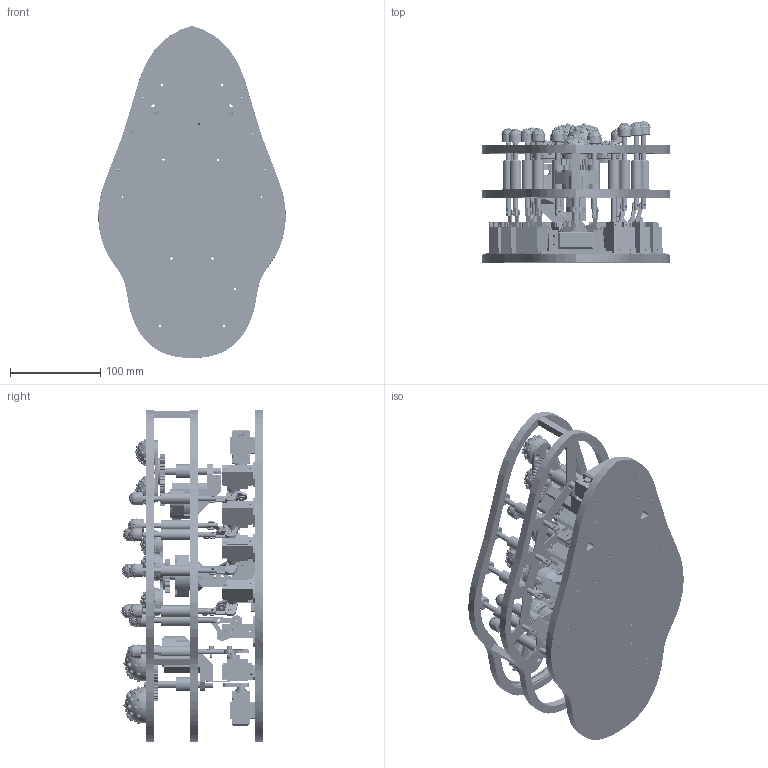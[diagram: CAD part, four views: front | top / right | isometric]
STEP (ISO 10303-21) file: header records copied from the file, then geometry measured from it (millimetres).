
FILE_DESCRIPTION(/* description */ (''),/* implementation_level */ '2;1');
FILE_NAME(/* name */ 'Calamar full V2 feb28.stp',/* time_stamp */ '2024-02-28T00:20:43-05:00',/* author */ ('emilia'),/* organization */ (''),/* preprocessor_version */ 'ST-DEVELOPER v18.1',/* originating_system */ 'Autodesk Inventor 2022',/* authorisation */ '');
FILE_SCHEMA (('AUTOMOTIVE_DESIGN { 1 0 10303 214 3 1 1 }'));
Length unit declared in the file: millimetre
Products named in the file (45): Calamar full V2; Plataforma inferior v2; Set brazo 1; Perfil superior; Set brazo 4; Set brazo 4_1; Set brazo 4_2; brazo servo 4; Acople brazo servo s3003; Servo S3003; Soporte Servo s3003; Set brazo 1_1; Set brazo 1_2; Set brazo 1_3; Set brazo 1_4; Set brazo 1_5; Set brazo 1_6; Set brazo 1_7; Set brazo 1_8; Set brazo 1_9; Set brazo 1_10; Set brazo 1_11; Set brazo 1_12; Set brazo 1_13; Acople brazo servo; brazo servo 1; Micro Servo SG90; Soporte Servo sg90; brazo 20mm; Perfil ejes v2; Motor DC 10rpm; Bocina 9mm; Eje aluminio 9mm; Gear1A; Gear1B; Soporte b40 doble; Soporte b30 doble; Soporte b30 penta; Bola 40mm; Soporte motor DC v3 ...
Assembly tree (181 placements, depth 3):
  Calamar full V2
    Plataforma inferior v2
    Set brazo 1
      Acople brazo servo
      brazo servo 1
      Micro Servo SG90
      Soporte Servo sg90
      brazo 20mm
    Perfil superior
    Set brazo 4
      brazo servo 4
      Acople brazo servo s3003
      Servo S3003
      Soporte Servo s3003
      brazo 20mm
    Set brazo 4_1
      brazo servo 4
      Acople brazo servo s3003
      Servo S3003
      Soporte Servo s3003
      brazo 20mm
    Set brazo 4_2
      brazo servo 4
      Acople brazo servo s3003
      Servo S3003
      Soporte Servo s3003
      brazo 20mm
    Set brazo 1_1
      Acople brazo servo
      brazo servo 1
      Micro Servo SG90
      Soporte Servo sg90
      brazo 20mm
    Set brazo 1_2
      Acople brazo servo
      brazo servo 1
      Micro Servo SG90
      Soporte Servo sg90
      brazo 20mm
    Set brazo 1_3
      Acople brazo servo
      brazo servo 1
      Micro Servo SG90
      Soporte Servo sg90
      brazo 20mm
    Set brazo 1_4
      Acople brazo servo
      brazo servo 1
      Micro Servo SG90
      Soporte Servo sg90
      brazo 20mm
    Set brazo 1_5
      Acople brazo servo
      brazo servo 1
      Micro Servo SG90
      Soporte Servo sg90
      brazo 20mm
    Set brazo 1_6
      Acople brazo servo
      brazo servo 1
Bounding box: 207.88 x 157.01 x 368.32 mm (x, y, z)
Volume: 1417474.6 mm3; surface area: 644707.5 mm2
Topology: 187 solids, 187 shells, 4855 faces, 13998 edges, 9433 vertices
Faces by surface type: plane 1904, cylinder 1785, sphere 914, cone 197, bspline 43, torus 12
Full cylindrical faces by diameter (mm): 0.8 x84, 1.167 x14, 1.4 x26, 1.8 x40, 2.2 x3, 2.4 x28, 2.5 x69, 3 x38, 3.2 x54, 3.3 x6, 3.4 x34, 3.5 x23, 3.7 x28, 4 x34, 4.5 x3, 4.85 x42, 4.95 x3, 5 x3, 5.4 x3, 5.5 x6, 5.7 x6, 5.75 x3, 5.9 x3, 6 x14, 6.1 x14, 6.95 x14, 7 x14, 7.9 x3, 8 x3, 8.4 x1
Entity records: 46851 total; most frequent: CARTESIAN_POINT 13660, DIRECTION 7008, ORIENTED_EDGE 6012, EDGE_CURVE 3006, AXIS2_PLACEMENT_3D 2770, VERTEX_POINT 2171, EDGE_LOOP 1721, LINE 1468
